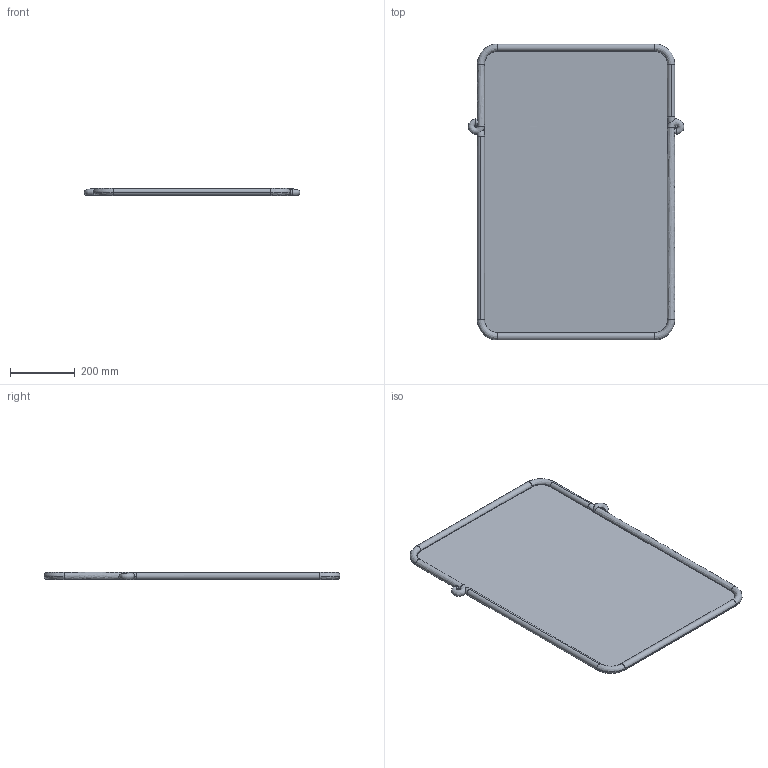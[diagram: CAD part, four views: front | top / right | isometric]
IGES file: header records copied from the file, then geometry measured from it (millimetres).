
Start section: SolidWorks IGES file using analytic representation for surfaces
Global section: file name: Knot Mirror - Rectangle.IGS; native system: SolidWorks 2022; preprocessor: SolidWorks 2022; author: danwh; date: 231004.165651; units: millimetre
Bounding box: 666.4 x 914.4 x 22.23 mm (x, y, z)
Surface area: 1199668.7 mm2 (no closed solid volume)
Topology: 0 solids, 0 shells, 191 faces, 2703 edges, 2687 vertices
Faces by surface type: revolution 115, bspline 76
